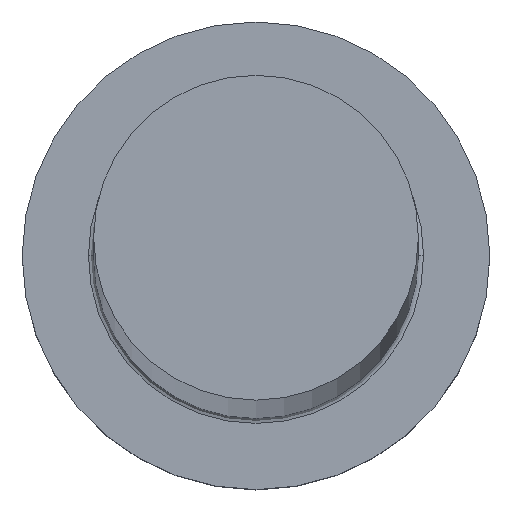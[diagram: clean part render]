
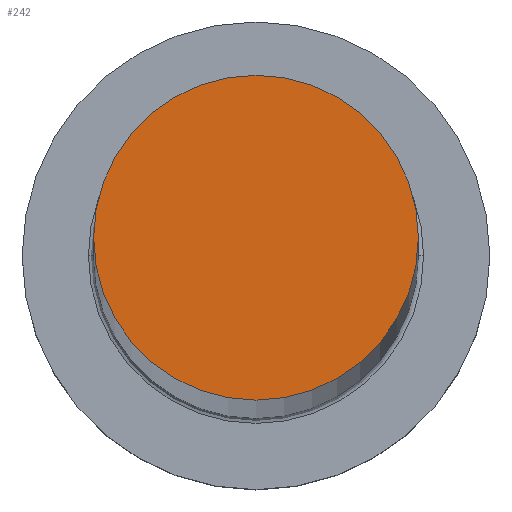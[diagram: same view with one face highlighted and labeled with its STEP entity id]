
A CAD part, top view. The second image highlights one B-rep face of the part: STEP entity #242.
In plain terms, the highlighted planar face has unit normal (0, 0, 1).
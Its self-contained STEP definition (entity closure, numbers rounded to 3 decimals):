
#3 = EDGE_LOOP ( 'NONE', ( #275, #43 ) ) ;
#10 = CARTESIAN_POINT ( 'NONE',  ( 0., 0., 407. ) ) ;
#32 = DIRECTION ( 'NONE',  ( 1., 0., 0. ) ) ;
#38 = DIRECTION ( 'NONE',  ( 0., 0., 1. ) ) ;
#42 = CARTESIAN_POINT ( 'NONE',  ( -6.25, 0., 407. ) ) ;
#43 = ORIENTED_EDGE ( 'NONE', *, *, #66, .T. ) ;
#62 = VERTEX_POINT ( 'NONE', #42 ) ;
#63 = PLANE ( 'NONE',  #247 ) ;
#66 = EDGE_CURVE ( 'NONE', #195, #62, #99, .T. ) ;
#79 = CARTESIAN_POINT ( 'NONE',  ( 6.25, 0., 407. ) ) ;
#84 = DIRECTION ( 'NONE',  ( 0., 0., 1. ) ) ;
#99 = CIRCLE ( 'NONE', #184, 6.25 ) ;
#102 = DIRECTION ( 'NONE',  ( 1., 0., 0. ) ) ;
#131 = EDGE_CURVE ( 'NONE', #62, #195, #179, .T. ) ;
#134 = DIRECTION ( 'NONE',  ( 1., 0., 0. ) ) ;
#155 = CARTESIAN_POINT ( 'NONE',  ( 0., 0., 407. ) ) ;
#163 = CARTESIAN_POINT ( 'NONE',  ( 0., 0., 407. ) ) ;
#179 = CIRCLE ( 'NONE', #229, 6.25 ) ;
#180 = FACE_OUTER_BOUND ( 'NONE', #3, .T. ) ;
#183 = DIRECTION ( 'NONE',  ( 0., 0., 1. ) ) ;
#184 = AXIS2_PLACEMENT_3D ( 'NONE', #163, #183, #134 ) ;
#195 = VERTEX_POINT ( 'NONE', #79 ) ;
#229 = AXIS2_PLACEMENT_3D ( 'NONE', #10, #84, #102 ) ;
#242 = ADVANCED_FACE ( 'NONE', ( #180 ), #63, .T. ) ;
#247 = AXIS2_PLACEMENT_3D ( 'NONE', #155, #38, #32 ) ;
#275 = ORIENTED_EDGE ( 'NONE', *, *, #131, .T. ) ;
